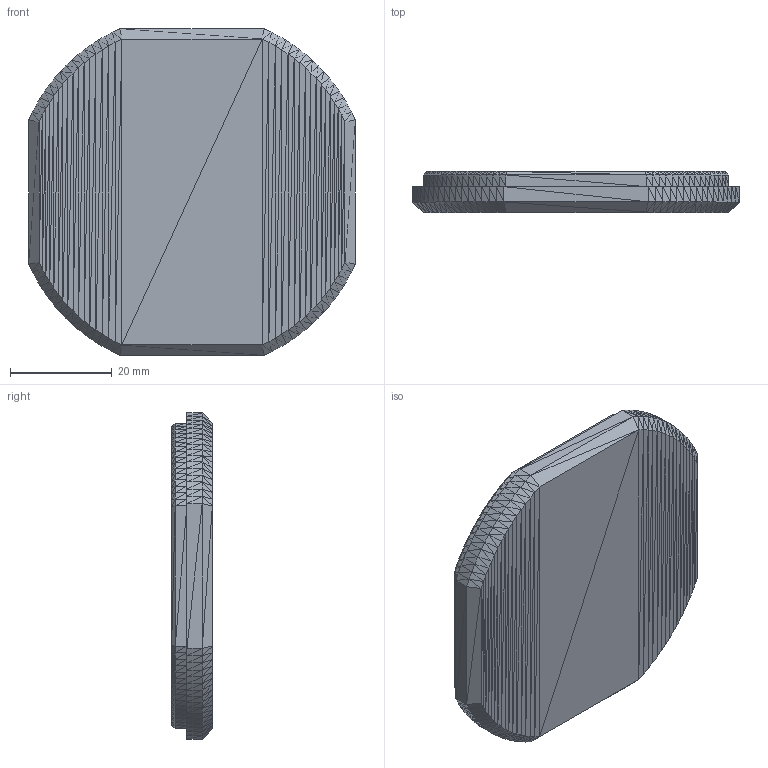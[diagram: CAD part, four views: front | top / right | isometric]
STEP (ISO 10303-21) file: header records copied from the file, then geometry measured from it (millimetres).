
FILE_DESCRIPTION(('FreeCAD Model'),'2;1');
FILE_NAME('Open CASCADE Shape Model','2024-06-18T17:05:43',('Author'),( ''),'Open CASCADE STEP processor 7.6','FreeCAD','Unknown');
FILE_SCHEMA(('AUTOMOTIVE_DESIGN { 1 0 10303 214 1 1 1 1 }'));
Length unit declared in the file: millimetre
Products named in the file (1): __esp32cam_case_rear001 (Solid)
Bounding box: 64 x 8 x 64 mm (x, y, z)
Volume: 9811.6 mm3; surface area: 9750.5 mm2
Topology: 1 solids, 1 shells, 1096 faces, 1644 edges, 550 vertices
Faces by surface type: plane 1096
Entity records: 21406 total; most frequent: DIRECTION 3838, CARTESIAN_POINT 3291, ORIENTED_EDGE 3288, EDGE_CURVE 1644, LINE 1644, VECTOR 1644, AXIS2_PLACEMENT_3D 1097, ADVANCED_FACE 1096
